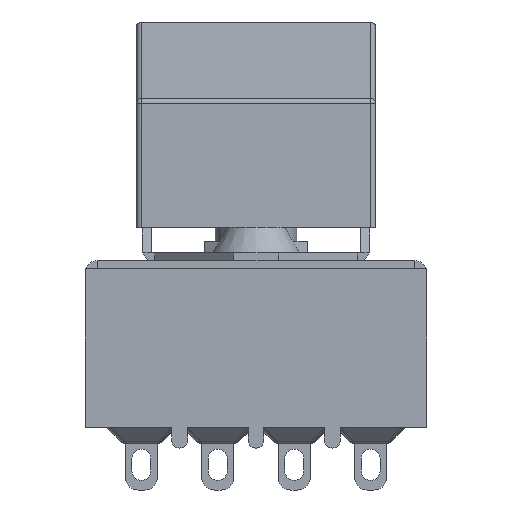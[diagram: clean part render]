
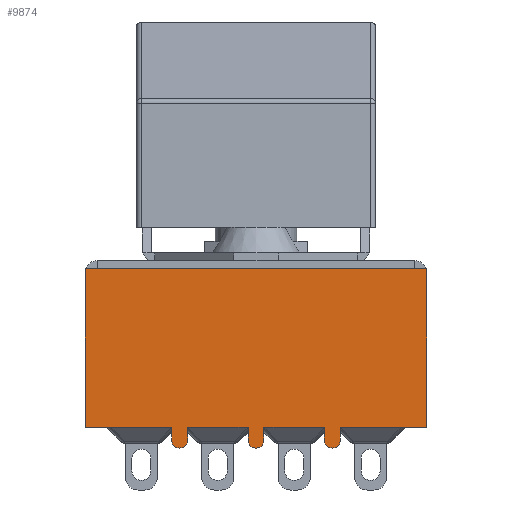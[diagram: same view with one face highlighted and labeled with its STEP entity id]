
A CAD part, left-side view. The second image highlights one B-rep face of the part: STEP entity #9874.
In plain terms, the highlighted planar face has unit normal (-1, 0, 0).
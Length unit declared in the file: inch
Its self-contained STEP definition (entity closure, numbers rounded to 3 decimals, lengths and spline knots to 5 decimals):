
#391=PLANE('',#10851);
#1078=FACE_OUTER_BOUND('',#1690,.T.);
#1690=EDGE_LOOP('',(#9113,#9114,#9115,#9116,#9117,#9118,#9119,#9120,#9121,
#9122,#9123,#9124,#9125,#9126,#9127,#9128,#9129,#9130));
#2416=LINE('',#15980,#3428);
#2431=LINE('',#16011,#3443);
#2436=LINE('',#16020,#3448);
#2444=LINE('',#16035,#3456);
#2449=LINE('',#16044,#3461);
#2458=LINE('',#16065,#3470);
#2465=LINE('',#16077,#3477);
#2628=LINE('',#16444,#3640);
#2670=LINE('',#16539,#3682);
#2674=LINE('',#16546,#3686);
#2688=LINE('',#16582,#3700);
#2689=LINE('',#16584,#3701);
#2690=LINE('',#16586,#3702);
#2700=LINE('',#16610,#3712);
#2702=LINE('',#16618,#3714);
#3428=VECTOR('',#13163,0.3937);
#3443=VECTOR('',#13186,0.3937);
#3448=VECTOR('',#13193,0.3937);
#3456=VECTOR('',#13209,0.3937);
#3461=VECTOR('',#13216,0.3937);
#3470=VECTOR('',#13235,0.3937);
#3477=VECTOR('',#13246,0.3937);
#3640=VECTOR('',#13561,0.3937);
#3682=VECTOR('',#13673,0.3937);
#3686=VECTOR('',#13679,0.3937);
#3700=VECTOR('',#13721,0.3937);
#3701=VECTOR('',#13724,0.3937);
#3702=VECTOR('',#13727,0.3937);
#3712=VECTOR('',#13763,0.3937);
#3714=VECTOR('',#13777,0.3937);
#4033=CIRCLE('',#10824,0.01969);
#4034=CIRCLE('',#10826,0.01969);
#4035=CIRCLE('',#10828,0.01969);
#4717=VERTEX_POINT('',#15977);
#4718=VERTEX_POINT('',#15979);
#4729=VERTEX_POINT('',#16008);
#4730=VERTEX_POINT('',#16010);
#4733=VERTEX_POINT('',#16018);
#4735=VERTEX_POINT('',#16032);
#4736=VERTEX_POINT('',#16034);
#4739=VERTEX_POINT('',#16042);
#4745=VERTEX_POINT('',#16062);
#4746=VERTEX_POINT('',#16064);
#4749=VERTEX_POINT('',#16076);
#4876=VERTEX_POINT('',#16436);
#4877=VERTEX_POINT('',#16440);
#4895=VERTEX_POINT('',#16538);
#4897=VERTEX_POINT('',#16544);
#4903=VERTEX_POINT('',#16570);
#4904=VERTEX_POINT('',#16574);
#4905=VERTEX_POINT('',#16578);
#5990=EDGE_CURVE('',#4717,#4718,#2416,.T.);
#6007=EDGE_CURVE('',#4729,#4730,#2431,.T.);
#6012=EDGE_CURVE('',#4733,#4729,#2436,.T.);
#6020=EDGE_CURVE('',#4735,#4736,#2444,.T.);
#6025=EDGE_CURVE('',#4739,#4735,#2449,.T.);
#6035=EDGE_CURVE('',#4745,#4746,#2458,.T.);
#6042=EDGE_CURVE('',#4746,#4749,#2465,.T.);
#6224=EDGE_CURVE('',#4876,#4877,#2628,.T.);
#6275=EDGE_CURVE('',#4895,#4876,#2670,.T.);
#6279=EDGE_CURVE('',#4877,#4897,#2674,.T.);
#6293=EDGE_CURVE('',#4730,#4903,#4033,.T.);
#6295=EDGE_CURVE('',#4736,#4904,#4034,.T.);
#6297=EDGE_CURVE('',#4749,#4905,#4035,.T.);
#6299=EDGE_CURVE('',#4739,#4905,#2688,.T.);
#6300=EDGE_CURVE('',#4733,#4904,#2689,.T.);
#6301=EDGE_CURVE('',#4717,#4903,#2690,.T.);
#6312=EDGE_CURVE('',#4718,#4897,#2700,.T.);
#6314=EDGE_CURVE('',#4745,#4895,#2702,.T.);
#9113=ORIENTED_EDGE('',*,*,#6293,.F.);
#9114=ORIENTED_EDGE('',*,*,#6007,.F.);
#9115=ORIENTED_EDGE('',*,*,#6012,.F.);
#9116=ORIENTED_EDGE('',*,*,#6300,.T.);
#9117=ORIENTED_EDGE('',*,*,#6295,.F.);
#9118=ORIENTED_EDGE('',*,*,#6020,.F.);
#9119=ORIENTED_EDGE('',*,*,#6025,.F.);
#9120=ORIENTED_EDGE('',*,*,#6299,.T.);
#9121=ORIENTED_EDGE('',*,*,#6297,.F.);
#9122=ORIENTED_EDGE('',*,*,#6042,.F.);
#9123=ORIENTED_EDGE('',*,*,#6035,.F.);
#9124=ORIENTED_EDGE('',*,*,#6314,.T.);
#9125=ORIENTED_EDGE('',*,*,#6275,.T.);
#9126=ORIENTED_EDGE('',*,*,#6224,.T.);
#9127=ORIENTED_EDGE('',*,*,#6279,.T.);
#9128=ORIENTED_EDGE('',*,*,#6312,.F.);
#9129=ORIENTED_EDGE('',*,*,#5990,.F.);
#9130=ORIENTED_EDGE('',*,*,#6301,.T.);
#9874=ADVANCED_FACE('',(#1078),#391,.T.);
#10824=AXIS2_PLACEMENT_3D('',#16571,#13706,#13707);
#10826=AXIS2_PLACEMENT_3D('',#16575,#13711,#13712);
#10828=AXIS2_PLACEMENT_3D('',#16579,#13716,#13717);
#10851=AXIS2_PLACEMENT_3D('',#16619,#13778,#13779);
#13163=DIRECTION('',(0.,1.,0.));
#13186=DIRECTION('',(0.,0.,-1.));
#13193=DIRECTION('',(0.,1.,0.));
#13209=DIRECTION('',(0.,0.,-1.));
#13216=DIRECTION('',(0.,1.,0.));
#13235=DIRECTION('',(0.,1.,0.));
#13246=DIRECTION('',(0.,0.,-1.));
#13561=DIRECTION('',(0.,1.,0.));
#13673=DIRECTION('',(0.,1.,0.));
#13679=DIRECTION('',(0.,1.,0.));
#13706=DIRECTION('center_axis',(1.,0.,0.));
#13707=DIRECTION('ref_axis',(0.,0.707,-0.707));
#13711=DIRECTION('center_axis',(1.,0.,0.));
#13712=DIRECTION('ref_axis',(0.,0.707,-0.707));
#13716=DIRECTION('center_axis',(1.,0.,0.));
#13717=DIRECTION('ref_axis',(0.,0.707,-0.707));
#13721=DIRECTION('',(0.,0.,-1.));
#13724=DIRECTION('',(0.,0.,-1.));
#13727=DIRECTION('',(0.,0.,-1.));
#13763=DIRECTION('',(0.,0.,1.));
#13777=DIRECTION('',(0.,0.,1.));
#13778=DIRECTION('center_axis',(-1.,0.,0.));
#13779=DIRECTION('ref_axis',(0.,0.,1.));
#15977=CARTESIAN_POINT('',(-0.25,0.20984,0.));
#15979=CARTESIAN_POINT('',(-0.25,0.425,0.));
#15980=CARTESIAN_POINT('',(-0.25,-0.425,0.));
#16008=CARTESIAN_POINT('',(-0.25,0.17047,0.));
#16010=CARTESIAN_POINT('',(-0.25,0.17047,-0.03189));
#16011=CARTESIAN_POINT('',(-0.25,0.17047,0.));
#16018=CARTESIAN_POINT('',(-0.25,0.01969,0.));
#16020=CARTESIAN_POINT('',(-0.25,-0.425,0.));
#16032=CARTESIAN_POINT('',(-0.25,-0.01969,0.));
#16034=CARTESIAN_POINT('',(-0.25,-0.01969,-0.03189));
#16035=CARTESIAN_POINT('',(-0.25,-0.01969,0.));
#16042=CARTESIAN_POINT('',(-0.25,-0.17047,0.));
#16044=CARTESIAN_POINT('',(-0.25,-0.425,0.));
#16062=CARTESIAN_POINT('',(-0.25,-0.425,0.));
#16064=CARTESIAN_POINT('',(-0.25,-0.20984,0.));
#16065=CARTESIAN_POINT('',(-0.25,-0.425,0.));
#16076=CARTESIAN_POINT('',(-0.25,-0.20984,-0.03189));
#16077=CARTESIAN_POINT('',(-0.25,-0.20984,0.));
#16436=CARTESIAN_POINT('',(-0.25,-0.39508,0.39488));
#16440=CARTESIAN_POINT('',(-0.25,0.39508,0.39488));
#16444=CARTESIAN_POINT('',(-0.25,-0.425,0.39488));
#16538=CARTESIAN_POINT('',(-0.25,-0.425,0.39488));
#16539=CARTESIAN_POINT('',(-0.25,-0.425,0.39488));
#16544=CARTESIAN_POINT('',(-0.25,0.425,0.39488));
#16546=CARTESIAN_POINT('',(-0.25,-0.425,0.39488));
#16570=CARTESIAN_POINT('',(-0.25,0.20984,-0.03189));
#16571=CARTESIAN_POINT('Origin',(-0.25,0.19016,-0.03189));
#16574=CARTESIAN_POINT('',(-0.25,0.01969,-0.03189));
#16575=CARTESIAN_POINT('Origin',(-0.25,0.,
-0.03189));
#16578=CARTESIAN_POINT('',(-0.25,-0.17047,-0.03189));
#16579=CARTESIAN_POINT('Origin',(-0.25,-0.19016,
-0.03189));
#16582=CARTESIAN_POINT('',(-0.25,-0.17047,0.));
#16584=CARTESIAN_POINT('',(-0.25,0.01969,0.));
#16586=CARTESIAN_POINT('',(-0.25,0.20984,0.));
#16610=CARTESIAN_POINT('',(-0.25,0.425,0.));
#16618=CARTESIAN_POINT('',(-0.25,-0.425,0.));
#16619=CARTESIAN_POINT('Origin',(-0.25,-0.425,0.));
